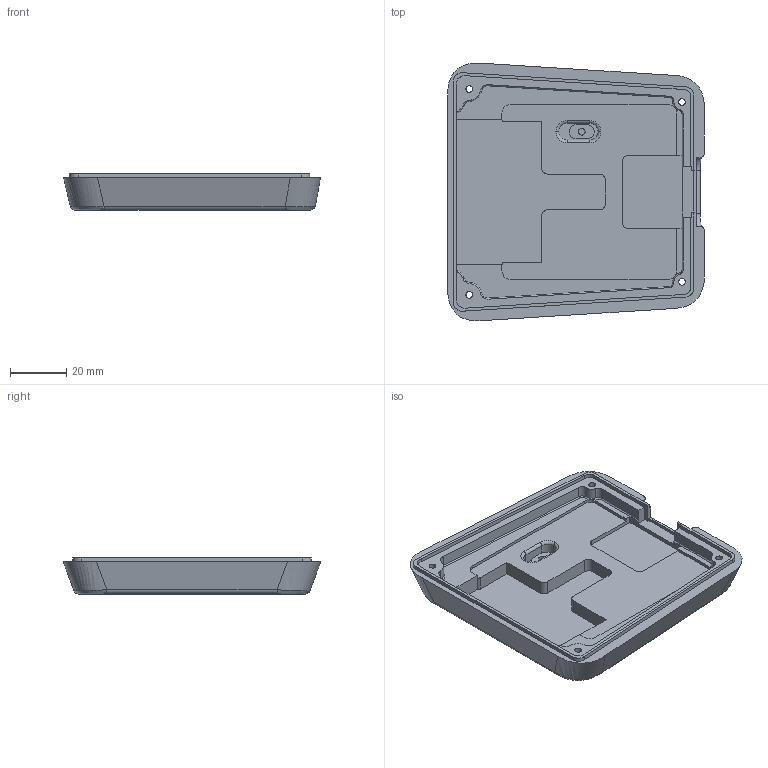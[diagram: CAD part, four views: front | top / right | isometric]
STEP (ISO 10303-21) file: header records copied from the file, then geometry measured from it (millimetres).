
FILE_DESCRIPTION(('HOOPS Exchange Step'),'2;1');
FILE_NAME('temp_export','2025-08-10T12:54:49-07:00',('michael'),('Shapr3D Limited'),'HOOPS Exchange 2024.8','Shapr3D','Authorized');
FILE_SCHEMA( ('AP242_MANAGED_MODEL_BASED_3D_ENGINEERING_MIM_LF {1 0 10303 442 1 1 4}') );
Length unit declared in the file: millimetre
Products named in the file (2): bottom-short-303048-battery.step; root
Assembly tree (1 placements, depth 2):
  root
    bottom-short-303048-battery.step
Bounding box: 91.56 x 91.87 x 13 mm (x, y, z)
Volume: 43171 mm3; surface area: 22755.5 mm2
Topology: 2 solids, 2 shells, 200 faces, 532 edges, 337 vertices
Faces by surface type: plane 84, bspline 75, cylinder 32, torus 5, cone 4
Full cylindrical faces by diameter (mm): 2.463 x1, 3.5 x1
Entity records: 11220 total; most frequent: CARTESIAN_POINT 6618, ORIENTED_EDGE 1064, DIRECTION 771, EDGE_CURVE 532, VERTEX_POINT 337, VECTOR 305, LINE 305, AXIS2_PLACEMENT_3D 233
